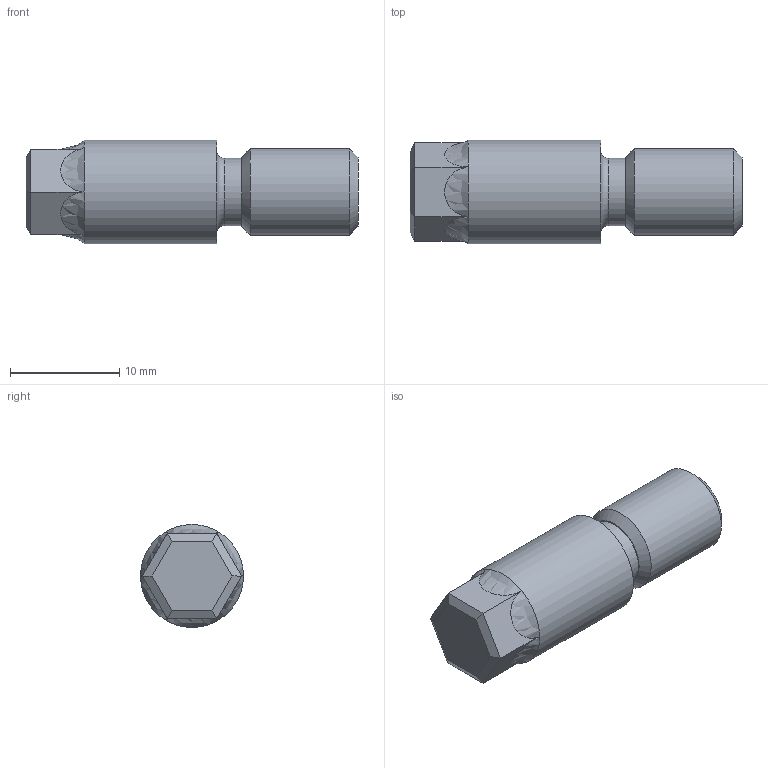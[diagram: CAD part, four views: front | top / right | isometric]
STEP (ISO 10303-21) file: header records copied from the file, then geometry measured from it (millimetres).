
FILE_DESCRIPTION((''),'2;1');
FILE_NAME('4H-240-10.stp','2012-10-31T13:36:00',('fredp'),(''),'Autodesk Inventor 2012','Autodesk Inventor 2012','');
FILE_SCHEMA(('AUTOMOTIVE_DESIGN { 1 0 10303 214 1 1 1 1 }'));
Length unit declared in the file: inch
Products named in the file (1): 4H-240-10
Bounding box: 30.43 x 9.45 x 9.45 mm (x, y, z)
Volume: 1724.1 mm3; surface area: 943.2 mm2
Topology: 1 solids, 1 shells, 40 faces, 97 edges, 56 vertices
Faces by surface type: bspline 18, plane 16, cylinder 3, cone 2, torus 1
Full cylindrical faces by diameter (mm): 6.172 x1, 7.925 x1, 9.449 x1
Entity records: 1544 total; most frequent: CARTESIAN_POINT 777, ORIENTED_EDGE 172, DIRECTION 98, EDGE_CURVE 86, VERTEX_POINT 56, EDGE_LOOP 48, FACE_OUTER_BOUND 40, ADVANCED_FACE 40
